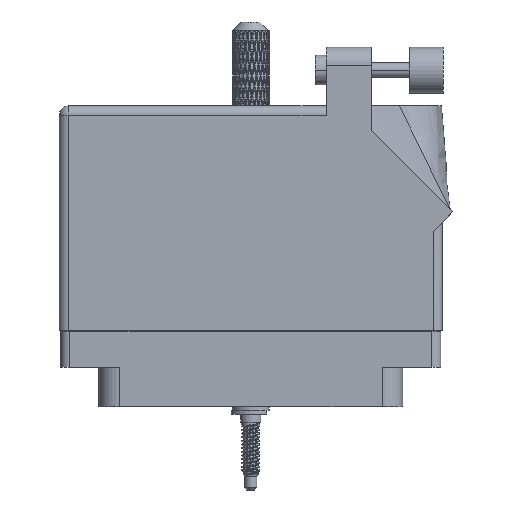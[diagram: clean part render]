
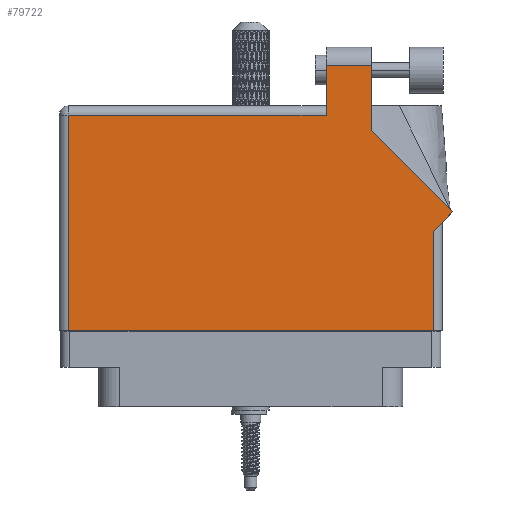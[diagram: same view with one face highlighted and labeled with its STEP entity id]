
A CAD part, front view. The second image highlights one B-rep face of the part: STEP entity #79722.
In plain terms, the highlighted face is planar.
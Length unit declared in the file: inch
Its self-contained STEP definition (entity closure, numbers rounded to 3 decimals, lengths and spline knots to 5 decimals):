
#270 = VERTEX_POINT ( 'NONE', #48881 ) ;
#5742 = VECTOR ( 'NONE', #70706, 39.37008 ) ;
#10643 = VERTEX_POINT ( 'NONE', #55685 ) ;
#11599 = LINE ( 'NONE', #42028, #5742 ) ;
#11799 = EDGE_CURVE ( 'NONE', #68399, #62292, #85535, .T. ) ;
#13237 = VECTOR ( 'NONE', #76054, 39.37008 ) ;
#13901 = CARTESIAN_POINT ( 'NONE',  ( 0.82, 1.26442, 0.455 ) ) ;
#14025 = CARTESIAN_POINT ( 'NONE',  ( 1.244, 0.575, 0.455 ) ) ;
#14151 = CARTESIAN_POINT ( 'NONE',  ( 1.244, -0.1, 0.455 ) ) ;
#14548 = ORIENTED_EDGE ( 'NONE', *, *, #26673, .T. ) ;
#16366 = CARTESIAN_POINT ( 'NONE',  ( 0.82, 1.26442, 0.455 ) ) ;
#17963 = CARTESIAN_POINT ( 'NONE',  ( 0.513, 1.705, 0.455 ) ) ;
#20232 = LINE ( 'NONE', #16366, #34361 ) ;
#21684 = EDGE_LOOP ( 'NONE', ( #96034, #64177, #54685, #45006, #66463, #14548, #43528, #72916, #85009 ) ) ;
#22768 = EDGE_CURVE ( 'NONE', #41404, #23707, #103209, .T. ) ;
#23685 = CARTESIAN_POINT ( 'NONE',  ( 0.82, 1.705, 0.455 ) ) ;
#23707 = VERTEX_POINT ( 'NONE', #17963 ) ;
#26673 = EDGE_CURVE ( 'NONE', #112218, #68399, #117770, .T. ) ;
#27832 = CARTESIAN_POINT ( 'NONE',  ( -1.306, 1.43, 0.455 ) ) ;
#29000 = DIRECTION ( 'NONE',  ( 0.707, 0.707, 0. ) ) ;
#30666 = DIRECTION ( 'NONE',  ( 0., 1., 0. ) ) ;
#31671 = FACE_OUTER_BOUND ( 'NONE', #21684, .T. ) ;
#32917 = EDGE_CURVE ( 'NONE', #270, #112218, #58711, .T. ) ;
#34361 = VECTOR ( 'NONE', #34595, 39.37008 ) ;
#34595 = DIRECTION ( 'NONE',  ( 0., 1., 0. ) ) ;
#37705 = VECTOR ( 'NONE', #29000, 39.37008 ) ;
#41404 = VERTEX_POINT ( 'NONE', #23685 ) ;
#42028 = CARTESIAN_POINT ( 'NONE',  ( 1.37671, 0.70771, 0.455 ) ) ;
#42679 = VERTEX_POINT ( 'NONE', #76469 ) ;
#43494 = CARTESIAN_POINT ( 'NONE',  ( 0.513, 1.43, 0.455 ) ) ;
#43528 = ORIENTED_EDGE ( 'NONE', *, *, #11799, .T. ) ;
#45006 = ORIENTED_EDGE ( 'NONE', *, *, #80113, .T. ) ;
#46194 = DIRECTION ( 'NONE',  ( 1., 0., 0. ) ) ;
#48881 = CARTESIAN_POINT ( 'NONE',  ( -1.244, 1.368, 0.455 ) ) ;
#54218 = CARTESIAN_POINT ( 'NONE',  ( -1.306, -0.1, 0.455 ) ) ;
#54353 = VECTOR ( 'NONE', #91698, 39.37008 ) ;
#54685 = ORIENTED_EDGE ( 'NONE', *, *, #80083, .T. ) ;
#54826 = LINE ( 'NONE', #111227, #37705 ) ;
#55685 = CARTESIAN_POINT ( 'NONE',  ( 1.37671, 0.70771, 0.455 ) ) ;
#58711 = LINE ( 'NONE', #104607, #13237 ) ;
#62292 = VERTEX_POINT ( 'NONE', #14025 ) ;
#64177 = ORIENTED_EDGE ( 'NONE', *, *, #22768, .T. ) ;
#66403 = VERTEX_POINT ( 'NONE', #13901 ) ;
#66463 = ORIENTED_EDGE ( 'NONE', *, *, #32917, .T. ) ;
#67219 = LINE ( 'NONE', #73015, #54353 ) ;
#68399 = VERTEX_POINT ( 'NONE', #14151 ) ;
#69880 = VECTOR ( 'NONE', #30666, 39.37008 ) ;
#70706 = DIRECTION ( 'NONE',  ( -0.707, 0.707, 0. ) ) ;
#72916 = ORIENTED_EDGE ( 'NONE', *, *, #77645, .T. ) ;
#72990 = CARTESIAN_POINT ( 'NONE',  ( -1.244, -0.1, 0.455 ) ) ;
#73015 = CARTESIAN_POINT ( 'NONE',  ( -1.306, 1.368, 0.455 ) ) ;
#76054 = DIRECTION ( 'NONE',  ( 0., -1., 0. ) ) ;
#76469 = CARTESIAN_POINT ( 'NONE',  ( 0.513, 1.368, 0.455 ) ) ;
#76631 = VECTOR ( 'NONE', #46194, 39.37008 ) ;
#77319 = AXIS2_PLACEMENT_3D ( 'NONE', #27832, #99356, #90673 ) ;
#77645 = EDGE_CURVE ( 'NONE', #62292, #10643, #54826, .T. ) ;
#79691 = DIRECTION ( 'NONE',  ( -1., 0., 0. ) ) ;
#79722 = ADVANCED_FACE ( 'NONE', ( #31671 ), #117532, .F. ) ;
#79929 = LINE ( 'NONE', #43494, #91413 ) ;
#80083 = EDGE_CURVE ( 'NONE', #23707, #42679, #79929, .T. ) ;
#80113 = EDGE_CURVE ( 'NONE', #42679, #270, #67219, .T. ) ;
#85009 = ORIENTED_EDGE ( 'NONE', *, *, #87875, .T. ) ;
#85535 = LINE ( 'NONE', #92367, #69880 ) ;
#87875 = EDGE_CURVE ( 'NONE', #10643, #66403, #11599, .T. ) ;
#88877 = CARTESIAN_POINT ( 'NONE',  ( 0.513, 1.705, 0.455 ) ) ;
#90673 = DIRECTION ( 'NONE',  ( -1., 0., 0. ) ) ;
#91413 = VECTOR ( 'NONE', #98445, 39.37008 ) ;
#91698 = DIRECTION ( 'NONE',  ( -1., 0., 0. ) ) ;
#92367 = CARTESIAN_POINT ( 'NONE',  ( 1.244, 0.637, 0.455 ) ) ;
#96034 = ORIENTED_EDGE ( 'NONE', *, *, #114504, .T. ) ;
#98445 = DIRECTION ( 'NONE',  ( 0., -1., 0. ) ) ;
#99356 = DIRECTION ( 'NONE',  ( 0., 0., -1. ) ) ;
#103209 = LINE ( 'NONE', #88877, #107521 ) ;
#104607 = CARTESIAN_POINT ( 'NONE',  ( -1.244, -0.1, 0.455 ) ) ;
#107521 = VECTOR ( 'NONE', #79691, 39.37008 ) ;
#111227 = CARTESIAN_POINT ( 'NONE',  ( 1.306, 0.637, 0.455 ) ) ;
#112218 = VERTEX_POINT ( 'NONE', #72990 ) ;
#114504 = EDGE_CURVE ( 'NONE', #66403, #41404, #20232, .T. ) ;
#117532 = PLANE ( 'NONE',  #77319 ) ;
#117770 = LINE ( 'NONE', #54218, #76631 ) ;
